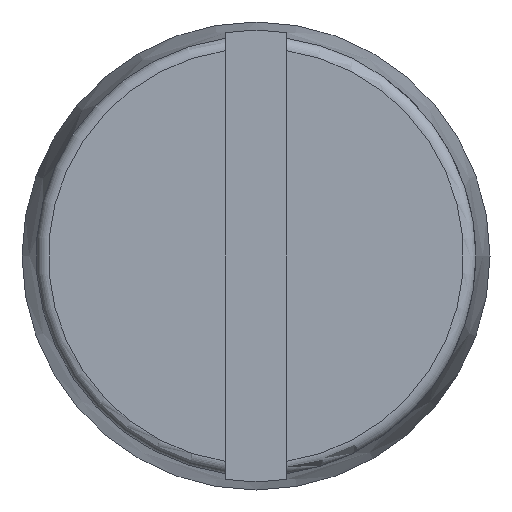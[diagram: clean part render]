
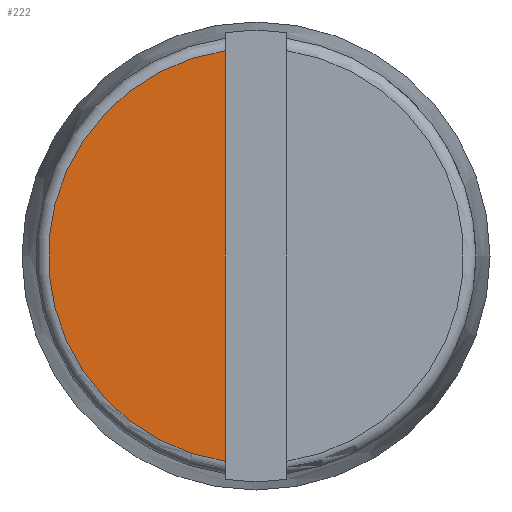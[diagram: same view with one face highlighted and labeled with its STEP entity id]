
A CAD part, left-side view. The second image highlights one B-rep face of the part: STEP entity #222.
In plain terms, the highlighted planar face has unit normal (-1, 0, 0).
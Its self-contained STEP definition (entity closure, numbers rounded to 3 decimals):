
#26=PLANE('',#262);
#37=FACE_OUTER_BOUND('',#51,.T.);
#51=EDGE_LOOP('',(#178,#179));
#67=LINE('',#410,#80);
#80=VECTOR('',#305,10.);
#92=CIRCLE('',#263,1.686);
#112=VERTEX_POINT('',#398);
#113=VERTEX_POINT('',#409);
#134=EDGE_CURVE('',#113,#112,#67,.T.);
#140=EDGE_CURVE('',#113,#112,#92,.T.);
#178=ORIENTED_EDGE('',*,*,#134,.T.);
#179=ORIENTED_EDGE('',*,*,#140,.F.);
#222=ADVANCED_FACE('',(#37),#26,.T.);
#262=AXIS2_PLACEMENT_3D('',#428,#314,#315);
#263=AXIS2_PLACEMENT_3D('',#429,#316,#317);
#305=DIRECTION('',(0.,0.,1.));
#314=DIRECTION('center_axis',(-1.,0.,0.));
#315=DIRECTION('ref_axis',(0.,0.,1.));
#316=DIRECTION('center_axis',(1.,0.,0.));
#317=DIRECTION('ref_axis',(0.,-1.,0.));
#398=CARTESIAN_POINT('',(-1.4,0.25,1.667));
#409=CARTESIAN_POINT('',(-1.4,0.25,-1.667));
#410=CARTESIAN_POINT('',(-1.4,0.25,0.));
#428=CARTESIAN_POINT('Origin',(-1.4,0.889,0.));
#429=CARTESIAN_POINT('Origin',(-1.4,0.,0.));
